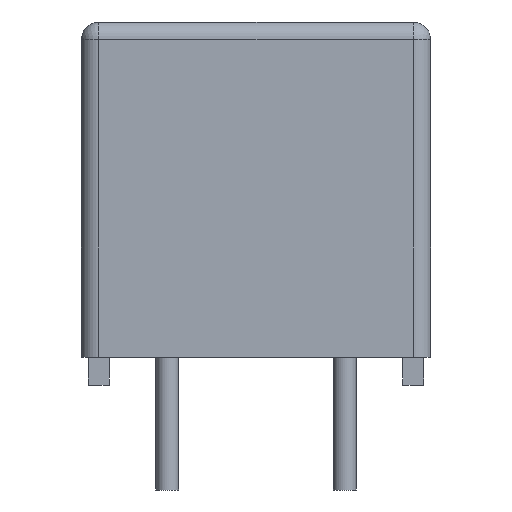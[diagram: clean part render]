
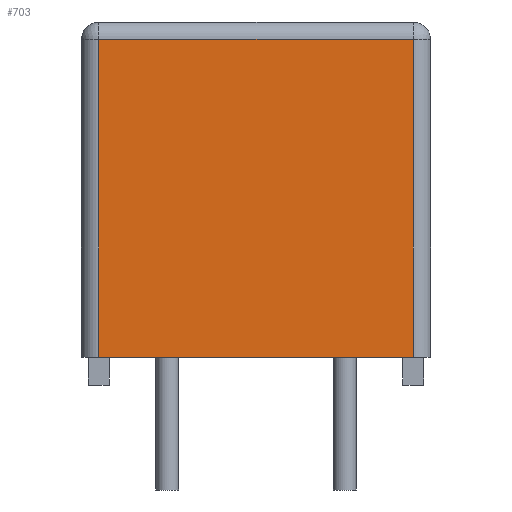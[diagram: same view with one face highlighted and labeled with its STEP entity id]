
A CAD part, left-side view. The second image highlights one B-rep face of the part: STEP entity #703.
In plain terms, the highlighted planar face has unit normal (-1, 0, 0).
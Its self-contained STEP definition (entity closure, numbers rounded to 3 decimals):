
#31=PLANE($,#790);
#83=FACE_OUTER_BOUND($,#137,.T.);
#137=EDGE_LOOP($,(#536,#537,#538,#539));
#190=LINE($,#1103,#258);
#196=LINE($,#1122,#264);
#197=LINE($,#1126,#265);
#198=LINE($,#1127,#266);
#258=VECTOR($,#881,9.);
#264=VECTOR($,#905,9.1);
#265=VECTOR($,#910,9.1);
#266=VECTOR($,#911,9.);
#354=VERTEX_POINT($,#1100);
#355=VERTEX_POINT($,#1102);
#359=VERTEX_POINT($,#1121);
#360=VERTEX_POINT($,#1125);
#419=EDGE_CURVE($,#354,#355,#190,.T.);
#429=EDGE_CURVE($,#355,#359,#196,.T.);
#431=EDGE_CURVE($,#360,#354,#197,.T.);
#432=EDGE_CURVE($,#360,#359,#198,.T.);
#536=ORIENTED_EDGE($,*,*,#419,.F.);
#537=ORIENTED_EDGE($,*,*,#431,.F.);
#538=ORIENTED_EDGE($,*,*,#432,.T.);
#539=ORIENTED_EDGE($,*,*,#429,.F.);
#703=ADVANCED_FACE($,(#83),#31,.T.);
#790=AXIS2_PLACEMENT_3D($,#1124,#908,#909);
#881=DIRECTION($,(0.,-1.,0.));
#905=DIRECTION($,(0.,0.,-1.));
#908=DIRECTION('center_axis',(-1.,0.,0.));
#909=DIRECTION('ref_axis',(0.,-1.,0.));
#910=DIRECTION($,(0.,0.,1.));
#911=DIRECTION($,(0.,-1.,0.));
#1100=CARTESIAN_POINT('',(-15.,4.5,9.9));
#1102=CARTESIAN_POINT('',(-15.,-4.5,9.9));
#1103=CARTESIAN_POINT($,(-15.,2.5,9.9));
#1121=CARTESIAN_POINT('',(-15.,-4.5,0.8));
#1122=CARTESIAN_POINT($,(-15.,-4.5,0.));
#1124=CARTESIAN_POINT('Origin',(-15.,5.,0.));
#1125=CARTESIAN_POINT('',(-15.,4.5,0.8));
#1126=CARTESIAN_POINT($,(-15.,4.5,0.));
#1127=CARTESIAN_POINT($,(-15.,5.,0.8));
